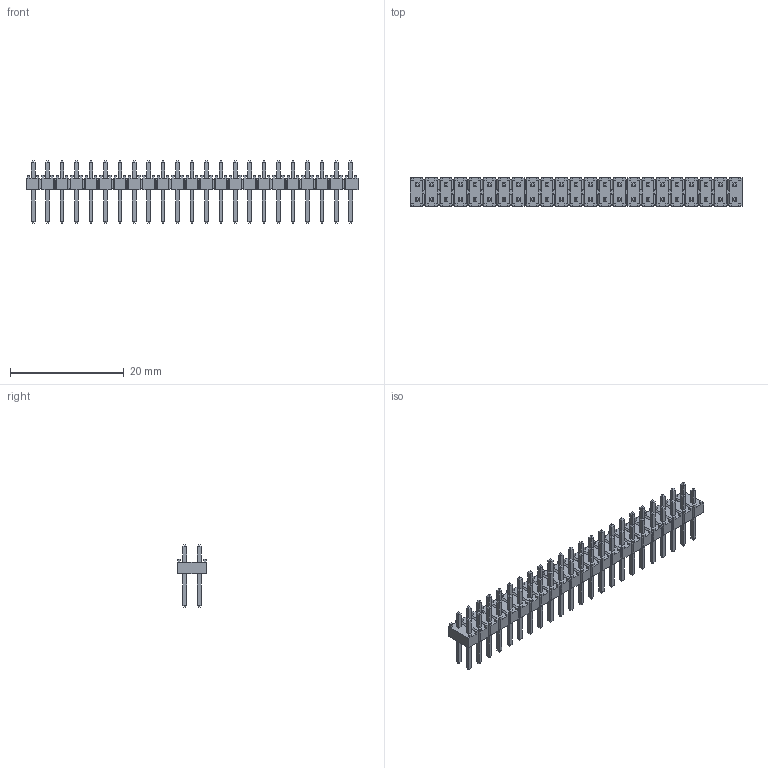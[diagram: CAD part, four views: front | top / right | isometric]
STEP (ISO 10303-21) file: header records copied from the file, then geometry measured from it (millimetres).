
FILE_DESCRIPTION(('FreeCAD Model'),'2;1');
FILE_NAME('_TSW-123-07-T-D_body_sp001.step','2018-03-12T16:09:05',('kicad StepUp'),( 'ksu MCAD'),'Open CASCADE STEP processor 6.8','FreeCAD','Unknown');
FILE_SCHEMA(('AUTOMOTIVE_DESIGN_CC2 { 1 2 10303 214 -1 1 5 4 }'));
Length unit declared in the file: millimetre
Products named in the file (1): _TSW-123-07-T-D_body_sp001
Bounding box: 58.42 x 5.08 x 10.92 mm (x, y, z)
Volume: 736.5 mm3; surface area: 2075.7 mm2
Topology: 1 solids, 1 shells, 1906 faces, 4628 edges, 2816 vertices
Faces by surface type: plane 1906
Entity records: 66823 total; most frequent: CARTESIAN_POINT 9351, ORIENTED_EDGE 9256, DIRECTION 8442, EDGE_CURVE 4628, LINE 4628, VECTOR 4628, VERTEX_POINT 2816, FACE_BOUND 1998
